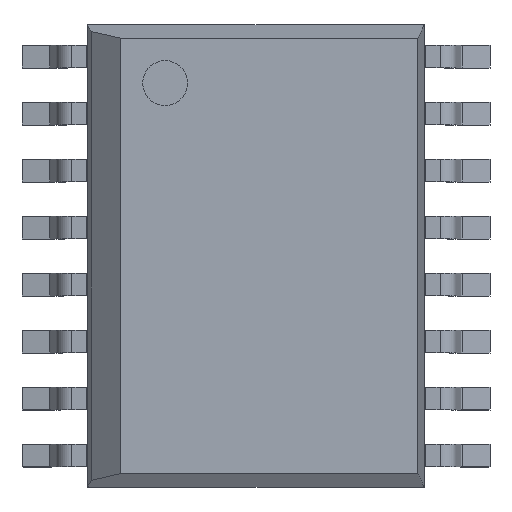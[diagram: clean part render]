
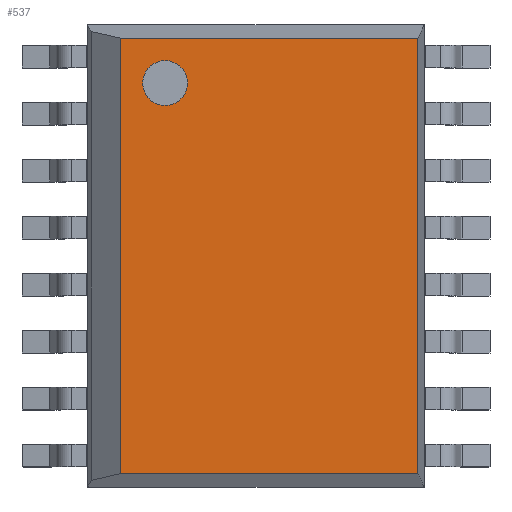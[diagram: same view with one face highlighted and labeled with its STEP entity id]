
A CAD part, top view. The second image highlights one B-rep face of the part: STEP entity #537.
In plain terms, the highlighted free-form (B-spline) face has degree [1, 1] with [2, 2] control points.
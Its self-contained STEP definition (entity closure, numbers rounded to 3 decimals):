
#70=CARTESIAN_POINT('',(-1.525,3.851,2.65));
#71=VERTEX_POINT('',#70);
#80=CARTESIAN_POINT('',(-2.525,3.851,2.65));
#81=VERTEX_POINT('',#80);
#82=CARTESIAN_POINT('',(-2.025,3.851,2.65));
#83=DIRECTION('',(0.0,0.0,-1.0));
#84=DIRECTION('',(1.0,0.0,0.0));
#85=AXIS2_PLACEMENT_3D('',#82,#83,#84);
#86=CIRCLE('',#85,0.5);
#87=EDGE_CURVE('',#81,#71,#86,.T.);
#121=CARTESIAN_POINT('',(-2.025,3.851,2.65));
#122=DIRECTION('',(0.0,0.0,-1.0));
#123=DIRECTION('',(1.0,0.0,0.0));
#124=AXIS2_PLACEMENT_3D('',#121,#122,#123);
#125=CIRCLE('',#124,0.5);
#126=EDGE_CURVE('',#71,#81,#125,.T.);
#445=CARTESIAN_POINT('',(3.6,4.851,2.65));
#446=VERTEX_POINT('',#445);
#462=CARTESIAN_POINT('',(-3.025,4.851,2.65));
#463=VERTEX_POINT('',#462);
#470=CARTESIAN_POINT('',(-3.025,4.851,2.65));
#471=DIRECTION('',(1.0,0.0,0.0));
#472=VECTOR('',#471,6.625);
#473=LINE('',#470,#472);
#474=EDGE_CURVE('',#463,#446,#473,.T.);
#493=CARTESIAN_POINT('',(-3.025,-4.851,2.65));
#494=VERTEX_POINT('',#493);
#501=CARTESIAN_POINT('',(-3.025,-4.851,2.65));
#502=DIRECTION('',(0.0,1.0,0.0));
#503=VECTOR('',#502,9.703);
#504=LINE('',#501,#503);
#505=EDGE_CURVE('',#494,#463,#504,.T.);
#510=CARTESIAN_POINT('',(3.6,-4.851,2.65));
#511=CARTESIAN_POINT('',(3.6,4.851,2.65));
#512=CARTESIAN_POINT('',(-3.025,-4.851,2.65));
#513=CARTESIAN_POINT('',(-3.025,4.851,2.65));
#514=B_SPLINE_SURFACE_WITH_KNOTS('',1,1,((#510,#512),(#511,#513)),.UNSPECIFIED.,.F.,.F.,.U.,(2,2),(2,2),(0.0,9.703),(0.0,6.625),.UNSPECIFIED.);
#515=ORIENTED_EDGE('',*,*,#474,.F.);
#516=ORIENTED_EDGE('',*,*,#505,.F.);
#517=CARTESIAN_POINT('',(3.6,-4.851,2.65));
#518=VERTEX_POINT('',#517);
#519=CARTESIAN_POINT('',(3.6,-4.851,2.65));
#520=DIRECTION('',(-1.0,0.0,0.0));
#521=VECTOR('',#520,6.625);
#522=LINE('',#519,#521);
#523=EDGE_CURVE('',#518,#494,#522,.T.);
#524=ORIENTED_EDGE('',*,*,#523,.F.);
#525=CARTESIAN_POINT('',(3.6,4.851,2.65));
#526=DIRECTION('',(0.0,-1.0,0.0));
#527=VECTOR('',#526,9.703);
#528=LINE('',#525,#527);
#529=EDGE_CURVE('',#446,#518,#528,.T.);
#530=ORIENTED_EDGE('',*,*,#529,.F.);
#531=EDGE_LOOP('',(#515,#516,#524,#530));
#532=FACE_OUTER_BOUND('',#531,.T.);
#533=ORIENTED_EDGE('',*,*,#126,.T.);
#534=ORIENTED_EDGE('',*,*,#87,.T.);
#535=EDGE_LOOP('',(#533,#534));
#536=FACE_BOUND('',#535,.T.);
#537=ADVANCED_FACE('',(#532,#536),#514,.T.);
